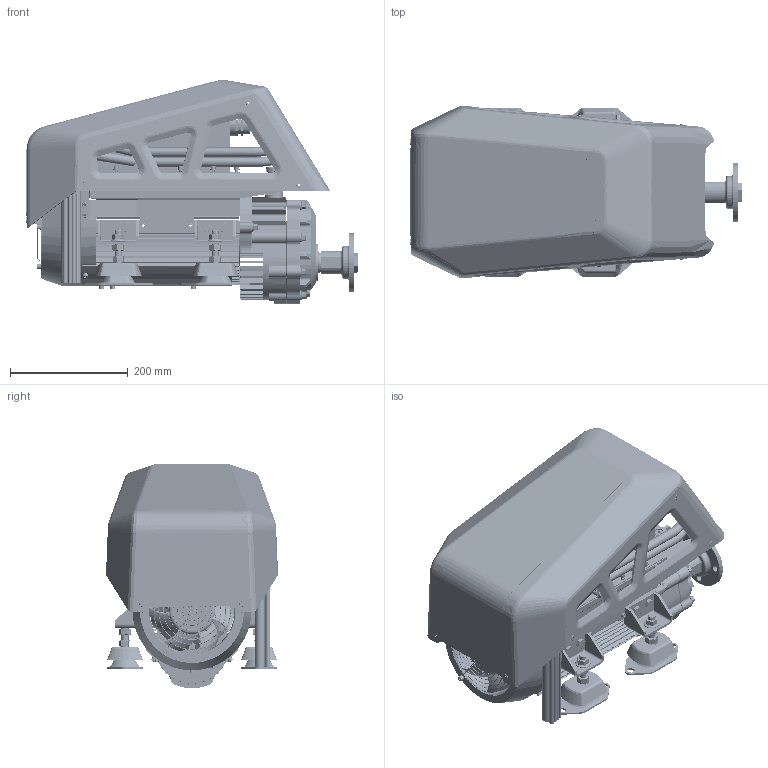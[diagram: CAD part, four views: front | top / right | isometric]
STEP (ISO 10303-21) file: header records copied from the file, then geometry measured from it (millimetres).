
FILE_DESCRIPTION (( 'STEP AP214' ), '1' );
FILE_NAME ('I10彸莉軞蚾-0530 俋夤.STEP', '2023-07-20T03:19:14', ( '' ), ( '' ), 'SwSTEP 2.0', 'SolidWorks 2022', '' );
FILE_SCHEMA (( 'AUTOMOTIVE_DESIGN' ));
Length unit declared in the file: millimetre
Products named in the file (1): I10试产总装-0530 外观
Bounding box: 564.87 x 293.07 x 382.48 mm (x, y, z)
Surface area: 2151370.5 mm2 (no closed solid volume)
Topology: 0 solids, 1033 shells, 5826 faces, 21830 edges, 16576 vertices
Faces by surface type: plane 3301, cylinder 1318, bspline 529, cone 361, torus 300, sphere 17
Entity records: 374393 total; most frequent: CARTESIAN_POINT 139139, DIRECTION 32820, ORIENTED_EDGE 30694, EDGE_CURVE 21799, VERTEX_POINT 16576, VECTOR 12780, LINE 12780, AXIS2_PLACEMENT_3D 10020
